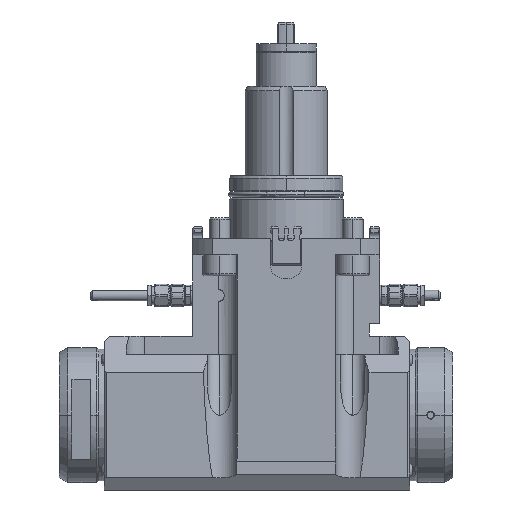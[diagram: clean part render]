
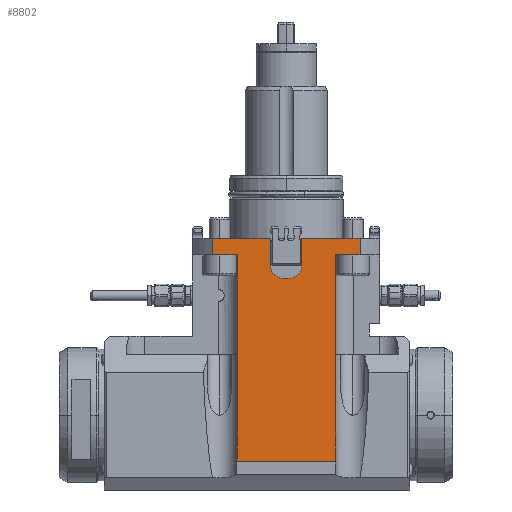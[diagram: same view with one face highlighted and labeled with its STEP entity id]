
A CAD part, front view. The second image highlights one B-rep face of the part: STEP entity #8802.
In plain terms, the highlighted planar face has unit normal (0, -1, 0).
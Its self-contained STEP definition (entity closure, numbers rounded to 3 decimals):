
#8269=CARTESIAN_POINT('',(35.511,-42.,-8.));
#8270=VERTEX_POINT('',#8269);
#8288=CARTESIAN_POINT('',(35.511,-42.,-0.));
#8289=VERTEX_POINT('',#8288);
#8297=CARTESIAN_POINT('',(35.511,-42.,-8.));
#8298=DIRECTION('',(0.,0.,1.));
#8299=VECTOR('',#8298,8.);
#8300=LINE('',#8297,#8299);
#8301=EDGE_CURVE('',#8270,#8289,#8300,.T.);
#8654=CARTESIAN_POINT('',(-45.,-42.,0.));
#8655=DIRECTION('',(-0.,-1.,0.));
#8656=DIRECTION('',(-0.,-0.,-1.));
#8657=AXIS2_PLACEMENT_3D('',#8654,#8655,#8656);
#8658=PLANE('',#8657);
#8659=CARTESIAN_POINT('',(23.5,-42.,-8.));
#8660=VERTEX_POINT('',#8659);
#8661=CARTESIAN_POINT('',(23.5,-42.,-8.));
#8662=DIRECTION('',(1.,0.,-0.));
#8663=VECTOR('',#8662,12.011);
#8664=LINE('',#8661,#8663);
#8665=EDGE_CURVE('',#8660,#8270,#8664,.T.);
#8666=ORIENTED_EDGE('',*,*,#8665,.T.);
#8667=ORIENTED_EDGE('',*,*,#8301,.T.);
#8668=CARTESIAN_POINT('',(7.505,-42.,-0.));
#8669=VERTEX_POINT('',#8668);
#8670=CARTESIAN_POINT('',(35.511,-42.,-0.));
#8671=DIRECTION('',(-1.,0.,0.));
#8672=VECTOR('',#8671,28.006);
#8673=LINE('',#8670,#8672);
#8674=EDGE_CURVE('',#8289,#8669,#8673,.T.);
#8675=ORIENTED_EDGE('',*,*,#8674,.T.);
#8676=CARTESIAN_POINT('',(7.505,-42.,-13.1));
#8677=VERTEX_POINT('',#8676);
#8678=CARTESIAN_POINT('',(7.505,-42.,-0.));
#8679=DIRECTION('',(0.,0.,-1.));
#8680=VECTOR('',#8679,13.1);
#8681=LINE('',#8678,#8680);
#8682=EDGE_CURVE('',#8669,#8677,#8681,.T.);
#8683=ORIENTED_EDGE('',*,*,#8682,.T.);
#8684=CARTESIAN_POINT('',(5.718,-42.,-17.413));
#8685=VERTEX_POINT('',#8684);
#8686=CARTESIAN_POINT('',(1.405,-42.,-13.1));
#8687=DIRECTION('',(-0.,-1.,0.));
#8688=DIRECTION('',(0.707,-0.,-0.707));
#8689=AXIS2_PLACEMENT_3D('',#8686,#8687,#8688);
#8690=CIRCLE('',#8689,6.1);
#8691=EDGE_CURVE('',#8685,#8677,#8690,.T.);
#8692=ORIENTED_EDGE('',*,*,#8691,.F.);
#8693=CARTESIAN_POINT('',(1.405,-42.,-19.2));
#8694=VERTEX_POINT('',#8693);
#8695=CARTESIAN_POINT('',(1.405,-42.,-13.1));
#8696=DIRECTION('',(-0.,-1.,0.));
#8697=DIRECTION('',(0.707,-0.,-0.707));
#8698=AXIS2_PLACEMENT_3D('',#8695,#8696,#8697);
#8699=CIRCLE('',#8698,6.1);
#8700=EDGE_CURVE('',#8694,#8685,#8699,.T.);
#8701=ORIENTED_EDGE('',*,*,#8700,.F.);
#8702=CARTESIAN_POINT('',(-1.405,-42.,-19.2));
#8703=VERTEX_POINT('',#8702);
#8704=CARTESIAN_POINT('',(1.405,-42.,-19.2));
#8705=DIRECTION('',(-1.,0.,0.));
#8706=VECTOR('',#8705,2.81);
#8707=LINE('',#8704,#8706);
#8708=EDGE_CURVE('',#8694,#8703,#8707,.T.);
#8709=ORIENTED_EDGE('',*,*,#8708,.T.);
#8710=CARTESIAN_POINT('',(-5.718,-42.,-17.413));
#8711=VERTEX_POINT('',#8710);
#8712=CARTESIAN_POINT('',(-1.405,-42.,-13.1));
#8713=DIRECTION('',(-0.,-1.,0.));
#8714=DIRECTION('',(-0.707,0.,-0.707));
#8715=AXIS2_PLACEMENT_3D('',#8712,#8713,#8714);
#8716=CIRCLE('',#8715,6.1);
#8717=EDGE_CURVE('',#8711,#8703,#8716,.T.);
#8718=ORIENTED_EDGE('',*,*,#8717,.F.);
#8719=CARTESIAN_POINT('',(-7.505,-42.,-13.1));
#8720=VERTEX_POINT('',#8719);
#8721=CARTESIAN_POINT('',(-1.405,-42.,-13.1));
#8722=DIRECTION('',(-0.,-1.,0.));
#8723=DIRECTION('',(-0.707,0.,-0.707));
#8724=AXIS2_PLACEMENT_3D('',#8721,#8722,#8723);
#8725=CIRCLE('',#8724,6.1);
#8726=EDGE_CURVE('',#8720,#8711,#8725,.T.);
#8727=ORIENTED_EDGE('',*,*,#8726,.F.);
#8728=CARTESIAN_POINT('',(-7.505,-42.,0.));
#8729=VERTEX_POINT('',#8728);
#8730=CARTESIAN_POINT('',(-7.505,-42.,-13.1));
#8731=DIRECTION('',(0.,0.,1.));
#8732=VECTOR('',#8731,13.1);
#8733=LINE('',#8730,#8732);
#8734=EDGE_CURVE('',#8720,#8729,#8733,.T.);
#8735=ORIENTED_EDGE('',*,*,#8734,.T.);
#8736=CARTESIAN_POINT('',(-35.511,-42.,0.));
#8737=VERTEX_POINT('',#8736);
#8738=CARTESIAN_POINT('',(-7.505,-42.,0.));
#8739=DIRECTION('',(-1.,0.,0.));
#8740=VECTOR('',#8739,28.006);
#8741=LINE('',#8738,#8740);
#8742=EDGE_CURVE('',#8729,#8737,#8741,.T.);
#8743=ORIENTED_EDGE('',*,*,#8742,.T.);
#8744=CARTESIAN_POINT('',(-35.511,-42.,-8.));
#8745=VERTEX_POINT('',#8744);
#8746=CARTESIAN_POINT('',(-35.511,-42.,0.));
#8747=DIRECTION('',(0.,0.,-1.));
#8748=VECTOR('',#8747,8.);
#8749=LINE('',#8746,#8748);
#8750=EDGE_CURVE('',#8737,#8745,#8749,.T.);
#8751=ORIENTED_EDGE('',*,*,#8750,.T.);
#8752=CARTESIAN_POINT('',(-23.5,-42.,-8.));
#8753=VERTEX_POINT('',#8752);
#8754=CARTESIAN_POINT('',(-35.511,-42.,-8.));
#8755=DIRECTION('',(1.,0.,-0.));
#8756=VECTOR('',#8755,12.011);
#8757=LINE('',#8754,#8756);
#8758=EDGE_CURVE('',#8745,#8753,#8757,.T.);
#8759=ORIENTED_EDGE('',*,*,#8758,.T.);
#8760=CARTESIAN_POINT('',(-23.5,-42.,-88.903));
#8761=VERTEX_POINT('',#8760);
#8762=CARTESIAN_POINT('',(-23.5,-42.,-8.));
#8763=DIRECTION('',(0.,0.,-1.));
#8764=VECTOR('',#8763,80.903);
#8765=LINE('',#8762,#8764);
#8766=EDGE_CURVE('',#8753,#8761,#8765,.T.);
#8767=ORIENTED_EDGE('',*,*,#8766,.T.);
#8768=CARTESIAN_POINT('',(-23.656,-42.,-107.5));
#8769=VERTEX_POINT('',#8768);
#8770=CARTESIAN_POINT('',(-32.,-42.,-88.903));
#8771=DIRECTION('',(-0.,1.,-0.));
#8772=DIRECTION('',(0.,0.,1.));
#8773=AXIS2_PLACEMENT_3D('',#8770,#8771,#8772);
#8774=ELLIPSE('',#8773,97.527,8.5);
#8775=EDGE_CURVE('',#8761,#8769,#8774,.T.);
#8776=ORIENTED_EDGE('',*,*,#8775,.T.);
#8777=CARTESIAN_POINT('',(23.656,-42.,-107.5));
#8778=VERTEX_POINT('',#8777);
#8779=CARTESIAN_POINT('',(-23.656,-42.,-107.5));
#8780=DIRECTION('',(1.,0.,-0.));
#8781=VECTOR('',#8780,47.312);
#8782=LINE('',#8779,#8781);
#8783=EDGE_CURVE('',#8769,#8778,#8782,.T.);
#8784=ORIENTED_EDGE('',*,*,#8783,.T.);
#8785=CARTESIAN_POINT('',(23.5,-42.,-88.903));
#8786=VERTEX_POINT('',#8785);
#8787=CARTESIAN_POINT('',(32.,-42.,-88.903));
#8788=DIRECTION('',(-0.,1.,-0.));
#8789=DIRECTION('',(0.,0.,1.));
#8790=AXIS2_PLACEMENT_3D('',#8787,#8788,#8789);
#8791=ELLIPSE('',#8790,97.527,8.5);
#8792=EDGE_CURVE('',#8778,#8786,#8791,.T.);
#8793=ORIENTED_EDGE('',*,*,#8792,.T.);
#8794=CARTESIAN_POINT('',(23.5,-42.,-88.903));
#8795=DIRECTION('',(0.,0.,1.));
#8796=VECTOR('',#8795,80.903);
#8797=LINE('',#8794,#8796);
#8798=EDGE_CURVE('',#8786,#8660,#8797,.T.);
#8799=ORIENTED_EDGE('',*,*,#8798,.T.);
#8800=EDGE_LOOP('',(#8666,#8667,#8675,#8683,#8692,#8701,#8709,#8718,#8727,#8735,#8743,#8751,#8759,#8767,#8776,#8784,#8793,#8799));
#8801=FACE_BOUND('',#8800,.T.);
#8802=ADVANCED_FACE('',(#8801),#8658,.T.);
